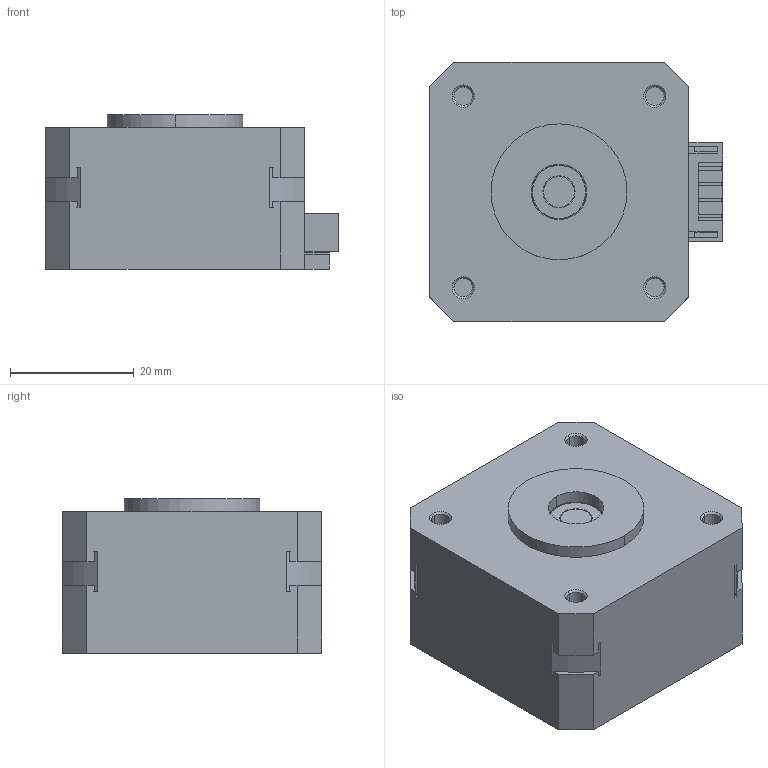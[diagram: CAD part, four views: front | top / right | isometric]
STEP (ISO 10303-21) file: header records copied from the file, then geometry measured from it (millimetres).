
FILE_DESCRIPTION (( 'STEP AP214' ), '1' );
FILE_NAME ('42 step motor.STEP', '2022-05-02T08:26:16', ( '' ), ( '' ), 'SwSTEP 2.0', 'SolidWorks 2021', '' );
FILE_SCHEMA (( 'AUTOMOTIVE_DESIGN' ));
Length unit declared in the file: millimetre
Products named in the file (1): 42 step motor
Bounding box: 47.5 x 42 x 25 mm (x, y, z)
Volume: 40392.8 mm3; surface area: 8673.1 mm2
Topology: 1 solids, 1 shells, 160 faces, 404 edges, 266 vertices
Faces by surface type: plane 106, cylinder 44, cone 10
Entity records: 5730 total; most frequent: CARTESIAN_POINT 831, DIRECTION 824, ORIENTED_EDGE 808, EDGE_CURVE 404, VECTOR 306, LINE 306, VERTEX_POINT 266, AXIS2_PLACEMENT_3D 259
